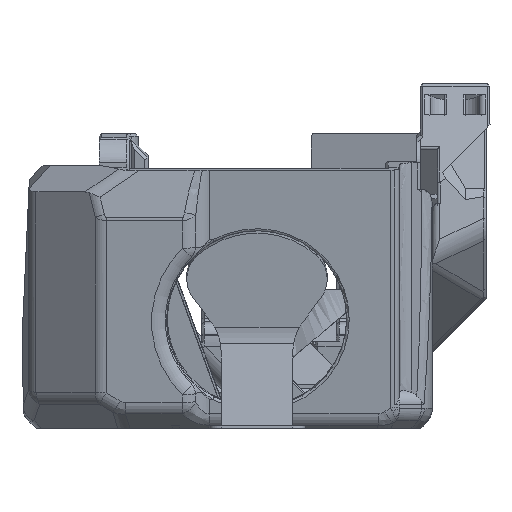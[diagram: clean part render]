
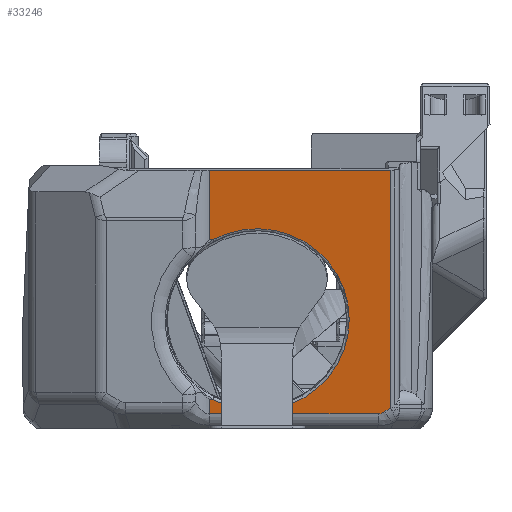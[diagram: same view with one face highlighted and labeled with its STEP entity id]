
A CAD part, left-side view. The second image highlights one B-rep face of the part: STEP entity #33246.
In plain terms, the highlighted planar face has unit normal (-0.985, 0, -0.174).
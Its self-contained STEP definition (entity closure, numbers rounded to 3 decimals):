
#993=ELLIPSE('',#35855,3.203,2.);
#1724=B_SPLINE_CURVE_WITH_KNOTS('',3,(#58054,#58055,#58056,#58057),
 .UNSPECIFIED.,.F.,.F.,(4,4),(0.001,0.001),
 .UNSPECIFIED.);
#1746=B_SPLINE_CURVE_WITH_KNOTS('',3,(#58587,#58588,#58589,#58590),
 .UNSPECIFIED.,.F.,.F.,(4,4),(0.001,0.001),
 .UNSPECIFIED.);
#2236=CIRCLE('',#35068,14.4);
#8015=ORIENTED_EDGE('',*,*,#15729,.T.);
#8016=ORIENTED_EDGE('',*,*,#14341,.T.);
#8017=ORIENTED_EDGE('',*,*,#15917,.T.);
#8018=ORIENTED_EDGE('',*,*,#15918,.T.);
#8019=ORIENTED_EDGE('',*,*,#15919,.T.);
#8020=ORIENTED_EDGE('',*,*,#15920,.F.);
#8021=ORIENTED_EDGE('',*,*,#15921,.F.);
#8022=ORIENTED_EDGE('',*,*,#15922,.F.);
#8023=ORIENTED_EDGE('',*,*,#15712,.F.);
#8024=ORIENTED_EDGE('',*,*,#15727,.T.);
#14341=EDGE_CURVE('',#18941,#18942,#2236,.T.);
#15712=EDGE_CURVE('',#19881,#19882,#22686,.T.);
#15727=EDGE_CURVE('',#19881,#19891,#22694,.F.);
#15729=EDGE_CURVE('',#19891,#18941,#1724,.F.);
#15917=EDGE_CURVE('',#18942,#20011,#1746,.T.);
#15918=EDGE_CURVE('',#20011,#20012,#22806,.F.);
#15919=EDGE_CURVE('',#20012,#20013,#22807,.T.);
#15920=EDGE_CURVE('',#20014,#20013,#993,.F.);
#15921=EDGE_CURVE('',#20015,#20014,#22808,.T.);
#15922=EDGE_CURVE('',#19882,#20015,#22809,.F.);
#18941=VERTEX_POINT('',#51252);
#18942=VERTEX_POINT('',#51253);
#19881=VERTEX_POINT('',#57988);
#19882=VERTEX_POINT('',#57990);
#19891=VERTEX_POINT('',#58026);
#20011=VERTEX_POINT('',#58591);
#20012=VERTEX_POINT('',#58593);
#20013=VERTEX_POINT('',#58595);
#20014=VERTEX_POINT('',#58597);
#20015=VERTEX_POINT('',#58599);
#22686=LINE('',#57989,#25662);
#22694=LINE('',#58027,#25670);
#22806=LINE('',#58592,#25782);
#22807=LINE('',#58594,#25783);
#22808=LINE('',#58598,#25784);
#22809=LINE('',#58600,#25785);
#25662=VECTOR('',#41460,1000.);
#25670=VECTOR('',#41486,1000.);
#25782=VECTOR('',#41812,1000.);
#25783=VECTOR('',#41813,1000.);
#25784=VECTOR('',#41816,1000.);
#25785=VECTOR('',#41817,1000.);
#28150=EDGE_LOOP('',(#8015,#8016,#8017,#8018,#8019,#8020,#8021,#8022,#8023,
#8024));
#30192=FACE_BOUND('',#28150,.T.);
#31711=PLANE('',#35854);
#33246=ADVANCED_FACE('',(#30192),#31711,.F.);
#35068=AXIS2_PLACEMENT_3D('',#51251,#39443,#39444);
#35854=AXIS2_PLACEMENT_3D('',#58586,#41810,#41811);
#35855=AXIS2_PLACEMENT_3D('',#58596,#41814,#41815);
#39443=DIRECTION('',(0.985,0.,0.174));
#39444=DIRECTION('',(0.174,0.,-0.985));
#41460=DIRECTION('',(0.,-1.,0.));
#41486=DIRECTION('',(-0.174,0.,0.985));
#41810=DIRECTION('',(0.985,0.,0.174));
#41811=DIRECTION('',(-0.174,0.,0.985));
#41812=DIRECTION('',(-0.174,0.,0.985));
#41813=DIRECTION('',(0.,-1.,0.));
#41814=DIRECTION('',(-0.985,0.,-0.174));
#41815=DIRECTION('',(-0.165,-0.304,0.938));
#41816=DIRECTION('',(0.097,0.829,-0.551));
#41817=DIRECTION('',(-0.174,0.,0.985));
#51251=CARTESIAN_POINT('',(-30.458,4.853,16.973));
#51252=CARTESIAN_POINT('',(-32.651,11.767,29.413));
#51253=CARTESIAN_POINT('',(-28.264,11.767,4.533));
#57988=CARTESIAN_POINT('',(-34.572,12.27,40.304));
#57989=CARTESIAN_POINT('',(-34.572,24.853,40.304));
#57990=CARTESIAN_POINT('',(-34.572,-16.002,40.304));
#58026=CARTESIAN_POINT('',(-32.66,12.27,29.463));
#58027=CARTESIAN_POINT('',(-31.185,12.27,21.099));
#58054=CARTESIAN_POINT('',(-32.651,11.767,29.413));
#58055=CARTESIAN_POINT('',(-32.654,11.935,29.425));
#58056=CARTESIAN_POINT('',(-32.657,12.103,29.442));
#58057=CARTESIAN_POINT('',(-32.66,12.27,29.463));
#58586=CARTESIAN_POINT('',(-31.185,24.853,21.099));
#58587=CARTESIAN_POINT('',(-28.264,11.767,4.533));
#58588=CARTESIAN_POINT('',(-28.262,11.935,4.52));
#58589=CARTESIAN_POINT('',(-28.259,12.103,4.503));
#58590=CARTESIAN_POINT('',(-28.255,12.27,4.482));
#58591=CARTESIAN_POINT('',(-28.255,12.27,4.482));
#58592=CARTESIAN_POINT('',(-31.185,12.27,21.099));
#58593=CARTESIAN_POINT('',(-27.864,12.27,2.262));
#58594=CARTESIAN_POINT('',(-27.864,-14.655,2.262));
#58595=CARTESIAN_POINT('',(-27.864,-14.07,2.262));
#58596=CARTESIAN_POINT('',(-28.404,-14.652,5.326));
#58597=CARTESIAN_POINT('',(-27.923,-15.07,2.597));
#58598=CARTESIAN_POINT('',(-27.821,-14.199,2.018));
#58599=CARTESIAN_POINT('',(-28.032,-16.002,3.216));
#58600=CARTESIAN_POINT('',(-7.663,-16.002,-112.301));
